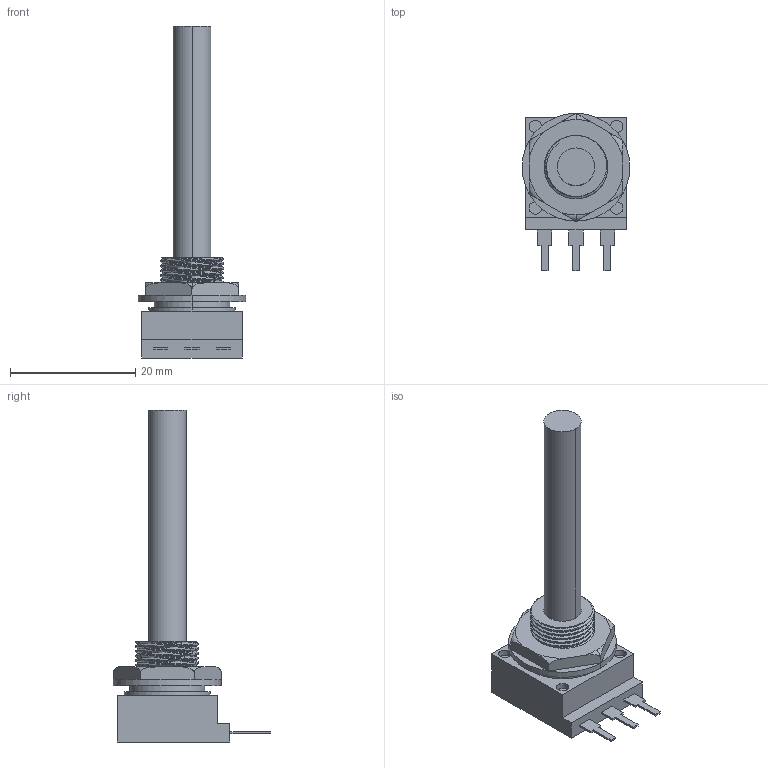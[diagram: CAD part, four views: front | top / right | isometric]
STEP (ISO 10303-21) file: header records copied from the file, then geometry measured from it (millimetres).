
FILE_DESCRIPTION(('STEP AP242'),'1');
FILE_NAME('1-1676003-4.stp','2020-07-19T14:58:33',('TraceParts'),('TraceParts S.A.'),'Spatial InterOp 3D',' ',' ');
FILE_SCHEMA(('AP242_MANAGED_MODEL_BASED_3D_ENGINEERING_MIM_LF {1 0 10303 442 1 1 4}'));
Length unit declared in the file: millimetre
Products named in the file (1): 1-1676003-4
Bounding box: 17.2 x 25.1 x 53 mm (x, y, z)
Volume: 4162 mm3; surface area: 2535.8 mm2
Topology: 1 solids, 1 shells, 110 faces, 266 edges, 170 vertices
Faces by surface type: plane 56, cylinder 34, bspline 12, torus 8
Entity records: 8853 total; most frequent: CARTESIAN_POINT 6394, ORIENTED_EDGE 532, DIRECTION 446, EDGE_CURVE 266, VERTEX_POINT 170, AXIS2_PLACEMENT_3D 150, LINE 146, VECTOR 146
